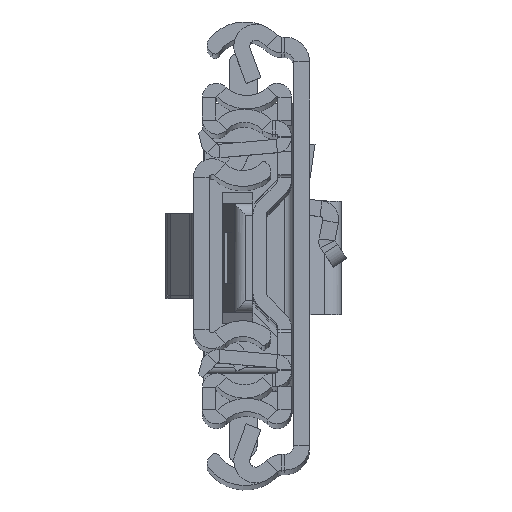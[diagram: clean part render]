
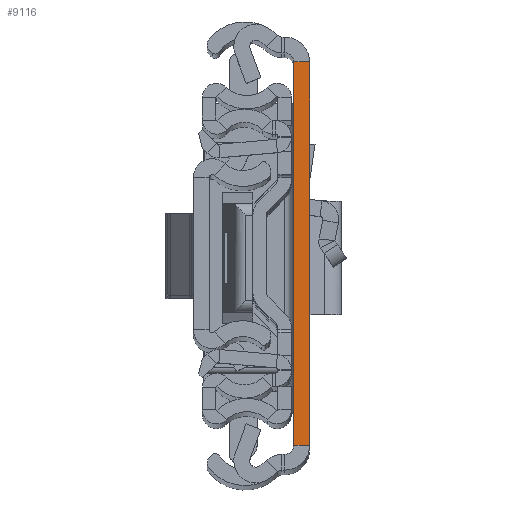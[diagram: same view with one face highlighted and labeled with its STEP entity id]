
A CAD part, top view. The second image highlights one B-rep face of the part: STEP entity #9116.
In plain terms, the highlighted planar face has unit normal (0, 0, 1).
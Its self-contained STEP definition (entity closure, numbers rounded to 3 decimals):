
#234 = ORIENTED_EDGE ( 'NONE', *, *, #855, .F. ) ;
#855 = EDGE_CURVE ( 'NONE', #8534, #1438, #18317, .T. ) ;
#861 = EDGE_LOOP ( 'NONE', ( #234, #17952, #5998, #12707 ) ) ;
#1376 = PLANE ( 'NONE',  #1529 ) ;
#1438 = VERTEX_POINT ( 'NONE', #10890 ) ;
#1529 = AXIS2_PLACEMENT_3D ( 'NONE', #5368, #11037, #14024 ) ;
#1774 = VERTEX_POINT ( 'NONE', #11473 ) ;
#4387 = DIRECTION ( 'NONE',  ( 1., 0., 0. ) ) ;
#5274 = VECTOR ( 'NONE', #14462, 1000. ) ;
#5368 = CARTESIAN_POINT ( 'NONE',  ( 2.6, -31.5, 0. ) ) ;
#5609 = EDGE_CURVE ( 'NONE', #1774, #8534, #5790, .T. ) ;
#5790 = LINE ( 'NONE', #8763, #5274 ) ;
#5819 = VERTEX_POINT ( 'NONE', #9335 ) ;
#5998 = ORIENTED_EDGE ( 'NONE', *, *, #17145, .T. ) ;
#6255 = EDGE_CURVE ( 'NONE', #5819, #1438, #17106, .T. ) ;
#6343 = CARTESIAN_POINT ( 'NONE',  ( 2.6, -31.5, 0. ) ) ;
#7736 = DIRECTION ( 'NONE',  ( 1., 0., 0. ) ) ;
#7911 = LINE ( 'NONE', #6343, #10640 ) ;
#8234 = FACE_OUTER_BOUND ( 'NONE', #861, .T. ) ;
#8534 = VERTEX_POINT ( 'NONE', #10789 ) ;
#8763 = CARTESIAN_POINT ( 'NONE',  ( 0., -31.5, 0. ) ) ;
#9116 = ADVANCED_FACE ( 'NONE', ( #8234 ), #1376, .F. ) ;
#9335 = CARTESIAN_POINT ( 'NONE',  ( 2.6, -31.5, 0. ) ) ;
#10640 = VECTOR ( 'NONE', #7736, 1000. ) ;
#10789 = CARTESIAN_POINT ( 'NONE',  ( 0., 31.5, 0. ) ) ;
#10890 = CARTESIAN_POINT ( 'NONE',  ( 2.6, 31.5, 0. ) ) ;
#11037 = DIRECTION ( 'NONE',  ( 0., 0., -1. ) ) ;
#11321 = DIRECTION ( 'NONE',  ( 0., 1., 0. ) ) ;
#11473 = CARTESIAN_POINT ( 'NONE',  ( 0., -31.5, 0. ) ) ;
#11957 = VECTOR ( 'NONE', #4387, 1000. ) ;
#12707 = ORIENTED_EDGE ( 'NONE', *, *, #6255, .T. ) ;
#12756 = VECTOR ( 'NONE', #11321, 1000. ) ;
#12812 = CARTESIAN_POINT ( 'NONE',  ( 2.6, -31.5, 0. ) ) ;
#13985 = CARTESIAN_POINT ( 'NONE',  ( 2.6, 31.5, 0. ) ) ;
#14024 = DIRECTION ( 'NONE',  ( 0., 1., 0. ) ) ;
#14462 = DIRECTION ( 'NONE',  ( 0., 1., 0. ) ) ;
#17106 = LINE ( 'NONE', #12812, #12756 ) ;
#17145 = EDGE_CURVE ( 'NONE', #1774, #5819, #7911, .T. ) ;
#17952 = ORIENTED_EDGE ( 'NONE', *, *, #5609, .F. ) ;
#18317 = LINE ( 'NONE', #13985, #11957 ) ;
